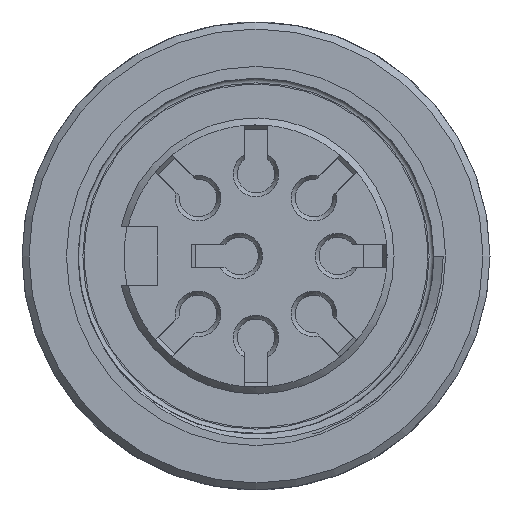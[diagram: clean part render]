
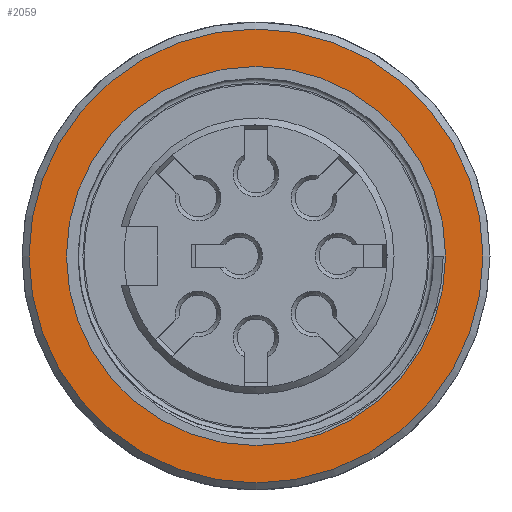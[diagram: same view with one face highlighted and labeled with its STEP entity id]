
A CAD part, front view. The second image highlights one B-rep face of the part: STEP entity #2059.
In plain terms, the highlighted planar face has unit normal (0, -1, 0).
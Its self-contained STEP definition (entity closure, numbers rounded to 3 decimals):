
#1573=FACE_BOUND('',#2968,.T.);
#1574=FACE_BOUND('',#2969,.T.);
#1736=PLANE('',#9265);
#2059=ADVANCED_FACE('',(#1573,#1574),#1736,.F.);
#2968=EDGE_LOOP('',(#5770));
#2969=EDGE_LOOP('',(#5771));
#5770=ORIENTED_EDGE('',*,*,#8384,.F.);
#5771=ORIENTED_EDGE('',*,*,#8385,.T.);
#7466=VERTEX_POINT('',#28916);
#7467=VERTEX_POINT('',#28919);
#8384=EDGE_CURVE('',#7466,#7466,#9045,.T.);
#8385=EDGE_CURVE('',#7467,#7467,#9046,.T.);
#9045=CIRCLE('',#9262,8.1);
#9046=CIRCLE('',#9264,9.7);
#9262=AXIS2_PLACEMENT_3D('',#28915,#9988,#9989);
#9264=AXIS2_PLACEMENT_3D('',#28918,#9992,#9993);
#9265=AXIS2_PLACEMENT_3D('',#28920,#9994,#9995);
#9988=DIRECTION('',(0.,-1.,0.));
#9989=DIRECTION('',(1.,0.,0.));
#9992=DIRECTION('',(0.,-1.,0.));
#9993=DIRECTION('',(1.,0.,0.));
#9994=DIRECTION('',(0.,1.,0.));
#9995=DIRECTION('',(-1.,0.,0.));
#28915=CARTESIAN_POINT('',(0.596,-24.756,0.));
#28916=CARTESIAN_POINT('',(8.696,-24.756,0.));
#28918=CARTESIAN_POINT('',(0.596,-24.756,0.));
#28919=CARTESIAN_POINT('',(10.296,-24.756,0.));
#28920=CARTESIAN_POINT('',(10.296,-24.756,0.));
